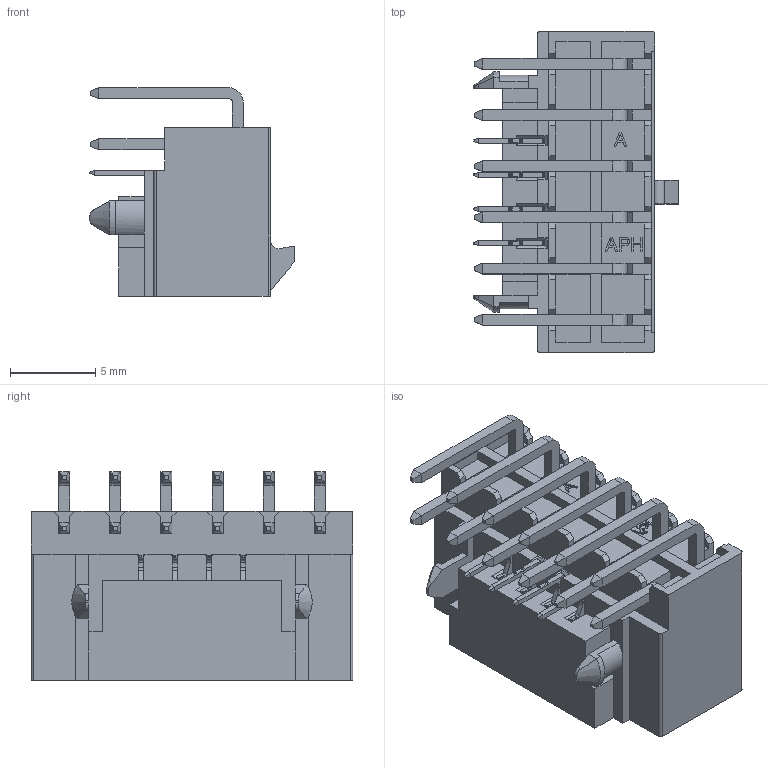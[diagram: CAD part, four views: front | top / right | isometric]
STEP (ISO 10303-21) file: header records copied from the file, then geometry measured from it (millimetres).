
FILE_DESCRIPTION((''),'2;1');
FILE_NAME('10160920-12P4S1LF_ASM','2021-06-28T',('RajanA'),('AFCI'),'CREO PARAMETRIC BY PTC INC, 2018360','CREO PARAMETRIC BY PTC INC, 2018360','');
FILE_SCHEMA(('CONFIG_CONTROL_DESIGN'));
Length unit declared in the file: millimetre
Products named in the file (5): 10162054-12P4SB2G; 10149369-011H; 10149369-010H; 10162326_YXXLF; 10160920-12P4S1LF_ASM
Assembly tree (17 placements, depth 2):
  10160920-12P4S1LF_ASM
    10162054-12P4SB2G
    10149369-011H  x6
    10149369-010H  x6
    10162326_YXXLF  x4
Bounding box: 12.02 x 18.85 x 12.24 mm (x, y, z)
Volume: 831.7 mm3; surface area: 2416.1 mm2
Topology: 17 solids, 17 shells, 1111 faces, 2975 edges, 1917 vertices
Faces by surface type: plane 885, cylinder 209, extrusion 15, cone 2
Entity records: 20797 total; most frequent: CARTESIAN_POINT 3948, ORIENTED_EDGE 3594, DIRECTION 3160, EDGE_CURVE 1797, VECTOR 1652, LINE 1637, VERTEX_POINT 1161, AXIS2_PLACEMENT_3D 754
